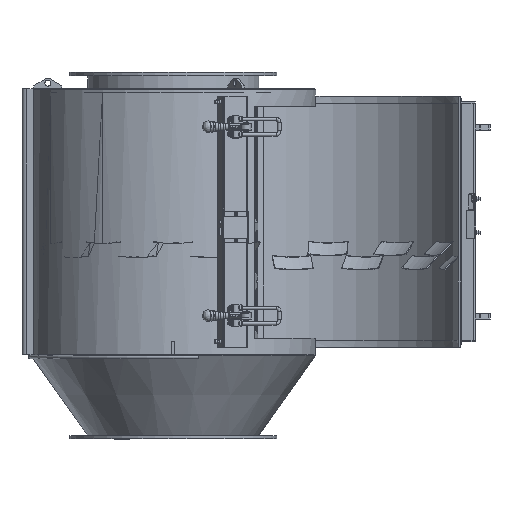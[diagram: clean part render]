
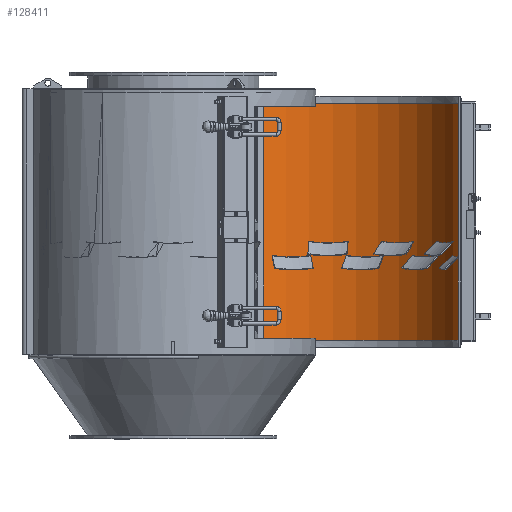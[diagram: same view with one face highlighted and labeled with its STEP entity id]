
A CAD part, front view. The second image highlights one B-rep face of the part: STEP entity #128411.
In plain terms, the highlighted cylindrical face has radius 510 mm (diameter 1020 mm), a partial arc.
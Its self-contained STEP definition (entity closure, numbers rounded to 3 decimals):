
#15595=LINE($,#224834,#26778);
#15596=LINE($,#224837,#26779);
#26778=VECTOR($,#162778,840.);
#26779=VECTOR($,#162781,840.);
#33313=FACE_BOUND($,#47888,.T.);
#47888=EDGE_LOOP($,(#112577,#112578,#112579,#112580));
#50590=CIRCLE($,#136327,510.);
#50591=CIRCLE($,#136328,510.);
#61834=VERTEX_POINT($,#224830);
#61835=VERTEX_POINT($,#224831);
#61836=VERTEX_POINT($,#224833);
#61837=VERTEX_POINT($,#224835);
#78809=EDGE_CURVE($,#61834,#61835,#50590,.T.);
#78810=EDGE_CURVE($,#61835,#61836,#15595,.T.);
#78811=EDGE_CURVE($,#61836,#61837,#50591,.T.);
#78812=EDGE_CURVE($,#61837,#61834,#15596,.T.);
#112577=ORIENTED_EDGE($,*,*,#78809,.T.);
#112578=ORIENTED_EDGE($,*,*,#78810,.T.);
#112579=ORIENTED_EDGE($,*,*,#78811,.T.);
#112580=ORIENTED_EDGE($,*,*,#78812,.T.);
#114972=CYLINDRICAL_SURFACE($,#136326,510.);
#128411=ADVANCED_FACE($,(#33313),#114972,.F.);
#136326=AXIS2_PLACEMENT_3D($,#224829,#162774,#162775);
#136327=AXIS2_PLACEMENT_3D($,#224832,#162776,#162777);
#136328=AXIS2_PLACEMENT_3D($,#224836,#162779,#162780);
#162774=DIRECTION('center_axis',(0.,0.,1.));
#162775=DIRECTION('ref_axis',(-0.819,0.574,0.));
#162776=DIRECTION('center_axis',(0.,0.,-1.));
#162777=DIRECTION('ref_axis',(-0.819,0.574,0.));
#162778=DIRECTION($,(0.,0.,1.));
#162779=DIRECTION('center_axis',(0.,0.,1.));
#162780=DIRECTION('ref_axis',(-0.819,0.574,0.));
#162781=DIRECTION($,(0.,0.,-1.));
#224829=CARTESIAN_POINT('Origin',(506.785,-3.778,0.));
#224830=CARTESIAN_POINT('',(318.624,470.242,-420.));
#224831=CARTESIAN_POINT('',(1016.576,-18.383,-420.));
#224832=CARTESIAN_POINT('Origin',(506.785,-3.778,-420.));
#224833=CARTESIAN_POINT('',(1016.576,-18.383,420.));
#224834=CARTESIAN_POINT($,(1016.576,-18.383,-420.));
#224835=CARTESIAN_POINT('',(318.624,470.242,420.));
#224836=CARTESIAN_POINT('Origin',(506.785,-3.778,420.));
#224837=CARTESIAN_POINT($,(318.624,470.242,420.));
